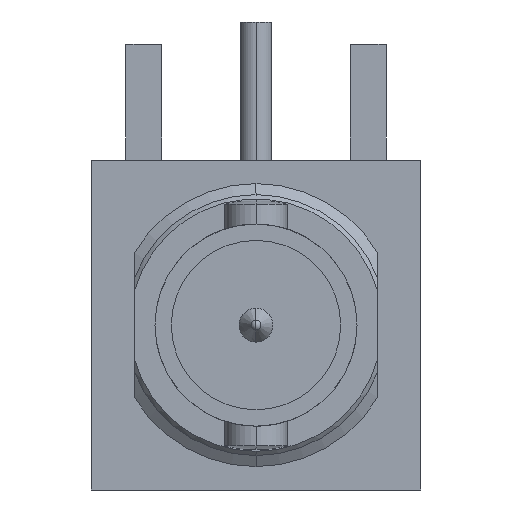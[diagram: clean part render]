
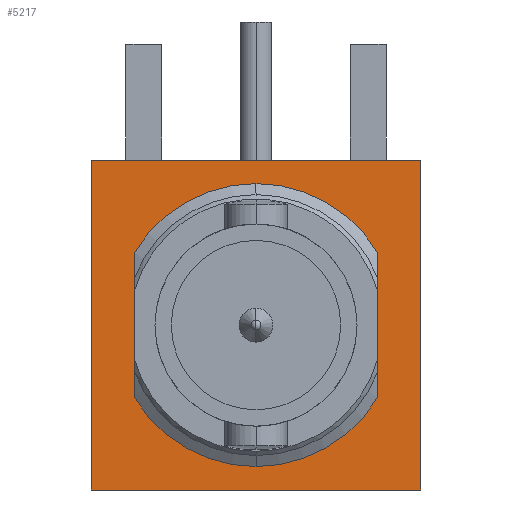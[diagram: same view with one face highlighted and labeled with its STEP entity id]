
A CAD part, left-side view. The second image highlights one B-rep face of the part: STEP entity #5217.
In plain terms, the highlighted planar face has unit normal (-1, 0, 0).
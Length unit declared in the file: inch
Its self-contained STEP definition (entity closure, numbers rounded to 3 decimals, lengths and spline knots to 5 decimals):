
#43 = VECTOR ( 'NONE', #5099, 39.37008 ) ;
#60 = VECTOR ( 'NONE', #3896, 39.37008 ) ;
#71 = EDGE_LOOP ( 'NONE', ( #3226, #749, #452, #1767 ) ) ;
#145 = VERTEX_POINT ( 'NONE', #1574 ) ;
#173 = CARTESIAN_POINT ( 'NONE',  ( 0.45734, 0., 0. ) ) ;
#212 = CIRCLE ( 'NONE', #2380, 0.11 ) ;
#401 = DIRECTION ( 'NONE',  ( -1., 0., 0. ) ) ;
#452 = ORIENTED_EDGE ( 'NONE', *, *, #2926, .F. ) ;
#612 = DIRECTION ( 'NONE',  ( 0., 0., 1. ) ) ;
#635 = PLANE ( 'NONE',  #3203 ) ;
#648 = CIRCLE ( 'NONE', #1068, 0.11 ) ;
#680 = CARTESIAN_POINT ( 'NONE',  ( 0.45734, 0.14567, 0.14567 ) ) ;
#749 = ORIENTED_EDGE ( 'NONE', *, *, #4106, .F. ) ;
#842 = CARTESIAN_POINT ( 'NONE',  ( 0.45734, -0.14567, -0.14567 ) ) ;
#846 = DIRECTION ( 'NONE',  ( 0., 0., 1. ) ) ;
#994 = EDGE_CURVE ( 'NONE', #3471, #2381, #212, .T. ) ;
#1068 = AXIS2_PLACEMENT_3D ( 'NONE', #1843, #3465, #612 ) ;
#1081 = LINE ( 'NONE', #2222, #43 ) ;
#1180 = VERTEX_POINT ( 'NONE', #1213 ) ;
#1213 = CARTESIAN_POINT ( 'NONE',  ( 0.45734, -0.14567, -0.14567 ) ) ;
#1225 = ORIENTED_EDGE ( 'NONE', *, *, #1392, .T. ) ;
#1248 = DIRECTION ( 'NONE',  ( 0., -1., 0. ) ) ;
#1260 = CARTESIAN_POINT ( 'NONE',  ( 0.45734, 0.14567, 0.14567 ) ) ;
#1316 = FACE_OUTER_BOUND ( 'NONE', #71, .T. ) ;
#1371 = LINE ( 'NONE', #842, #3498 ) ;
#1392 = EDGE_CURVE ( 'NONE', #5000, #2687, #1081, .T. ) ;
#1556 = FACE_BOUND ( 'NONE', #3594, .T. ) ;
#1574 = CARTESIAN_POINT ( 'NONE',  ( 0.45734, -0.14567, 0.14567 ) ) ;
#1766 = CIRCLE ( 'NONE', #2973, 0.11 ) ;
#1767 = ORIENTED_EDGE ( 'NONE', *, *, #2282, .F. ) ;
#1843 = CARTESIAN_POINT ( 'NONE',  ( 0.45734, 0., 0. ) ) ;
#1942 = VERTEX_POINT ( 'NONE', #680 ) ;
#2047 = EDGE_CURVE ( 'NONE', #5000, #3471, #1766, .T. ) ;
#2222 = CARTESIAN_POINT ( 'NONE',  ( 0.45734, -0.10731, -0.06407 ) ) ;
#2230 = CARTESIAN_POINT ( 'NONE',  ( 0.45734, 0.10731, -0.02419 ) ) ;
#2282 = EDGE_CURVE ( 'NONE', #3602, #1942, #3597, .T. ) ;
#2284 = CARTESIAN_POINT ( 'NONE',  ( 0.45734, -0.10731, -0.02419 ) ) ;
#2292 = VECTOR ( 'NONE', #2583, 39.37008 ) ;
#2295 = VECTOR ( 'NONE', #1248, 39.37008 ) ;
#2380 = AXIS2_PLACEMENT_3D ( 'NONE', #3052, #3460, #3438 ) ;
#2381 = VERTEX_POINT ( 'NONE', #4132 ) ;
#2394 = CARTESIAN_POINT ( 'NONE',  ( 0.45734, -0.14567, 0.14567 ) ) ;
#2421 = EDGE_CURVE ( 'NONE', #2381, #3971, #3521, .T. ) ;
#2422 = DIRECTION ( 'NONE',  ( 0., 0., 1. ) ) ;
#2583 = DIRECTION ( 'NONE',  ( 0., 0., -1. ) ) ;
#2660 = CARTESIAN_POINT ( 'NONE',  ( 0.45734, -0.14567, 0.14567 ) ) ;
#2687 = VERTEX_POINT ( 'NONE', #2284 ) ;
#2883 = CARTESIAN_POINT ( 'NONE',  ( 0.45734, -0.10731, 0.02419 ) ) ;
#2926 = EDGE_CURVE ( 'NONE', #1942, #145, #3529, .T. ) ;
#2973 = AXIS2_PLACEMENT_3D ( 'NONE', #4051, #401, #2422 ) ;
#3028 = EDGE_CURVE ( 'NONE', #3971, #2687, #648, .T. ) ;
#3052 = CARTESIAN_POINT ( 'NONE',  ( 0.45734, 0., 0. ) ) ;
#3203 = AXIS2_PLACEMENT_3D ( 'NONE', #173, #3436, #5068 ) ;
#3226 = ORIENTED_EDGE ( 'NONE', *, *, #4940, .F. ) ;
#3228 = LINE ( 'NONE', #2660, #60 ) ;
#3436 = DIRECTION ( 'NONE',  ( -1., 0., 0. ) ) ;
#3438 = DIRECTION ( 'NONE',  ( 0., 0., 1. ) ) ;
#3460 = DIRECTION ( 'NONE',  ( -1., 0., 0. ) ) ;
#3465 = DIRECTION ( 'NONE',  ( -1., 0., 0. ) ) ;
#3471 = VERTEX_POINT ( 'NONE', #4172 ) ;
#3498 = VECTOR ( 'NONE', #3710, 39.37008 ) ;
#3521 = LINE ( 'NONE', #4183, #2292 ) ;
#3529 = LINE ( 'NONE', #2394, #2295 ) ;
#3572 = ORIENTED_EDGE ( 'NONE', *, *, #3028, .F. ) ;
#3594 = EDGE_LOOP ( 'NONE', ( #4307, #1225, #3572, #4350, #4477 ) ) ;
#3597 = LINE ( 'NONE', #1260, #5173 ) ;
#3602 = VERTEX_POINT ( 'NONE', #4404 ) ;
#3710 = DIRECTION ( 'NONE',  ( 0., 1., 0. ) ) ;
#3896 = DIRECTION ( 'NONE',  ( 0., 0., -1. ) ) ;
#3971 = VERTEX_POINT ( 'NONE', #2230 ) ;
#4051 = CARTESIAN_POINT ( 'NONE',  ( 0.45734, 0., 0. ) ) ;
#4106 = EDGE_CURVE ( 'NONE', #145, #1180, #3228, .T. ) ;
#4132 = CARTESIAN_POINT ( 'NONE',  ( 0.45734, 0.10731, 0.02419 ) ) ;
#4172 = CARTESIAN_POINT ( 'NONE',  ( 0.45734, 0., 0.11 ) ) ;
#4183 = CARTESIAN_POINT ( 'NONE',  ( 0.45734, 0.10731, -0.06407 ) ) ;
#4307 = ORIENTED_EDGE ( 'NONE', *, *, #2047, .F. ) ;
#4350 = ORIENTED_EDGE ( 'NONE', *, *, #2421, .F. ) ;
#4404 = CARTESIAN_POINT ( 'NONE',  ( 0.45734, 0.14567, -0.14567 ) ) ;
#4477 = ORIENTED_EDGE ( 'NONE', *, *, #994, .F. ) ;
#4940 = EDGE_CURVE ( 'NONE', #1180, #3602, #1371, .T. ) ;
#5000 = VERTEX_POINT ( 'NONE', #2883 ) ;
#5068 = DIRECTION ( 'NONE',  ( 0., 0., 1. ) ) ;
#5099 = DIRECTION ( 'NONE',  ( 0., 0., -1. ) ) ;
#5173 = VECTOR ( 'NONE', #846, 39.37008 ) ;
#5217 = ADVANCED_FACE ( 'NONE', ( #1316, #1556 ), #635, .T. ) ;
